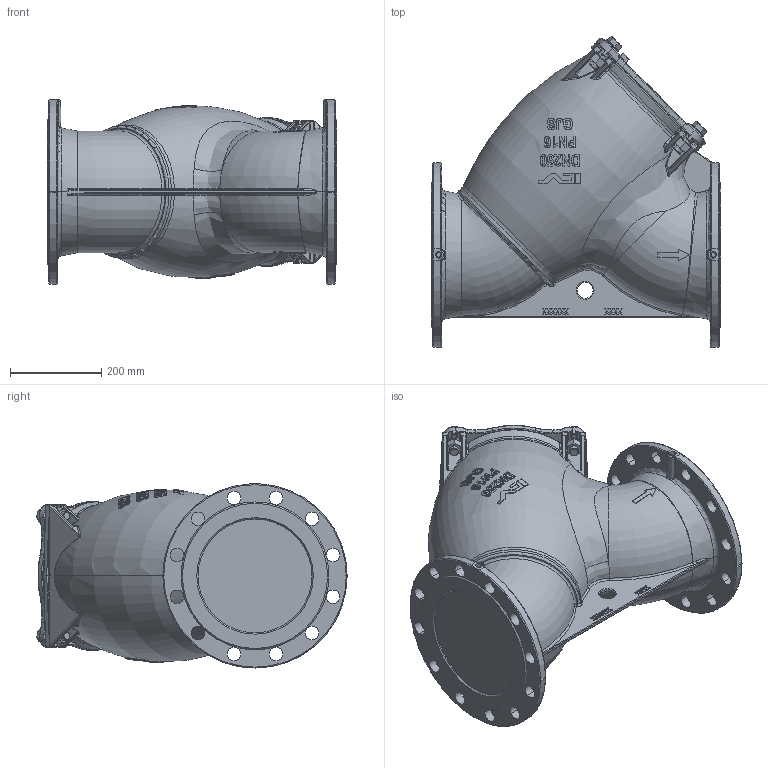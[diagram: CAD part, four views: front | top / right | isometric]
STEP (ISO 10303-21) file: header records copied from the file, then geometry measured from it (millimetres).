
FILE_DESCRIPTION (( 'STEP AP203' ), '1' );
FILE_NAME ('outline drawing^91002502XXXXXXXXXX.STEP', '2014-01-24T06:20:49', ( '' ), ( '' ), 'SwSTEP 2.0', 'SolidWorks 2012', '' );
FILE_SCHEMA (( 'CONFIG_CONTROL_DESIGN' ));
Products named in the file (1): outline drawing^91002502XXXXXXXXXX
Bounding box: 635 x 681.91 x 404.58 mm (x, y, z)
Volume: 69037373.1 mm3; surface area: 1470382.5 mm2
Topology: 1 solids, 1 shells, 2088 faces, 5214 edges, 3175 vertices
Faces by surface type: plane 742, bspline 598, cylinder 381, torus 174, sphere 115, cone 78
Entity records: 99025 total; most frequent: CARTESIAN_POINT 54045, ORIENTED_EDGE 10288, DIRECTION 7862, EDGE_CURVE 5144, VERTEX_POINT 3163, AXIS2_PLACEMENT_3D 2848, EDGE_LOOP 2267, VECTOR 2166
